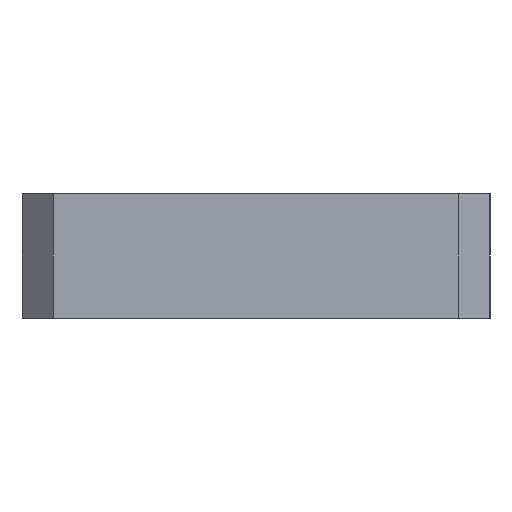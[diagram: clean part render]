
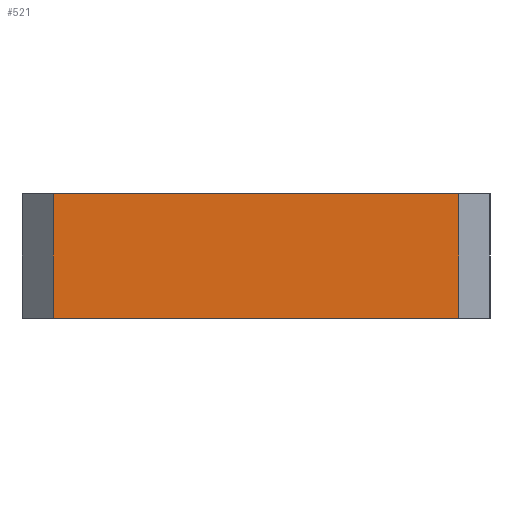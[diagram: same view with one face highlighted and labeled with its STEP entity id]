
A CAD part, left-side view. The second image highlights one B-rep face of the part: STEP entity #521.
In plain terms, the highlighted planar face has unit normal (-1, 0, 0).
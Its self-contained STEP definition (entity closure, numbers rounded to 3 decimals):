
#115=PLANE('',#592);
#139=FACE_OUTER_BOUND('',#171,.T.);
#171=EDGE_LOOP('',(#459,#460,#461,#462));
#187=LINE('',#796,#223);
#207=LINE('',#879,#243);
#208=LINE('',#882,#244);
#209=LINE('',#883,#245);
#223=VECTOR('',#630,10.);
#243=VECTOR('',#720,10.);
#244=VECTOR('',#723,10.);
#245=VECTOR('',#724,10.);
#284=VERTEX_POINT('',#792);
#286=VERTEX_POINT('',#795);
#314=VERTEX_POINT('',#877);
#315=VERTEX_POINT('',#881);
#326=EDGE_CURVE('',#284,#286,#187,.T.);
#367=EDGE_CURVE('',#314,#284,#207,.T.);
#368=EDGE_CURVE('',#315,#314,#208,.T.);
#369=EDGE_CURVE('',#286,#315,#209,.T.);
#459=ORIENTED_EDGE('',*,*,#367,.F.);
#460=ORIENTED_EDGE('',*,*,#368,.F.);
#461=ORIENTED_EDGE('',*,*,#369,.F.);
#462=ORIENTED_EDGE('',*,*,#326,.F.);
#521=ADVANCED_FACE('',(#139),#115,.T.);
#592=AXIS2_PLACEMENT_3D('',#880,#721,#722);
#630=DIRECTION('',(0.,-1.,0.));
#720=DIRECTION('',(0.,0.,1.));
#721=DIRECTION('center_axis',(-1.,0.,0.));
#722=DIRECTION('ref_axis',(0.,-1.,0.));
#723=DIRECTION('',(0.,1.,0.));
#724=DIRECTION('',(0.,0.,-1.));
#792=CARTESIAN_POINT('',(-60.,13.,4.));
#795=CARTESIAN_POINT('',(-60.,-13.,4.));
#796=CARTESIAN_POINT('',(-60.,15.,4.));
#877=CARTESIAN_POINT('',(-60.,13.,-4.));
#879=CARTESIAN_POINT('',(-60.,13.,0.));
#880=CARTESIAN_POINT('Origin',(-60.,15.,0.));
#881=CARTESIAN_POINT('',(-60.,-13.,-4.));
#882=CARTESIAN_POINT('',(-60.,15.,-4.));
#883=CARTESIAN_POINT('',(-60.,-13.,0.));
